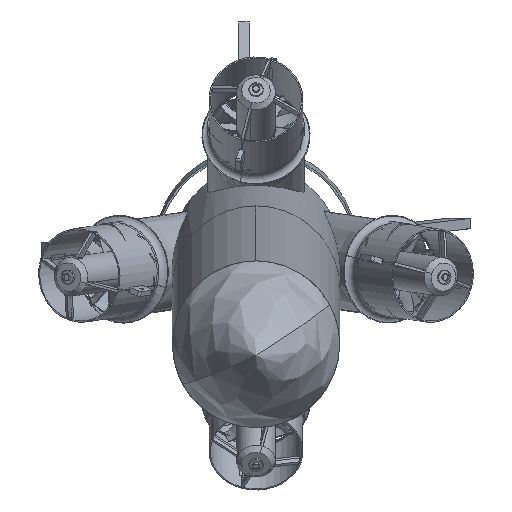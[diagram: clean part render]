
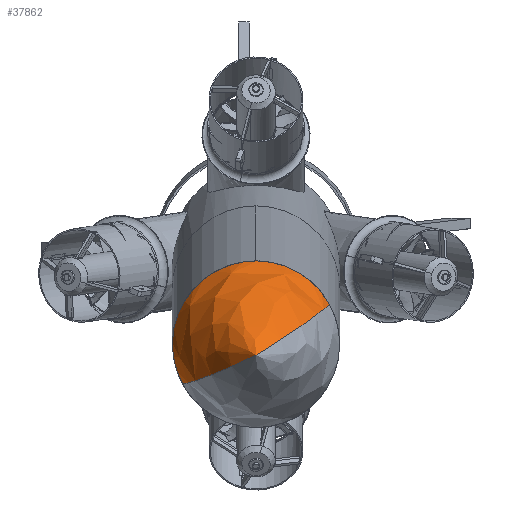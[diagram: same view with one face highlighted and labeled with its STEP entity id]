
A CAD part, top view. The second image highlights one B-rep face of the part: STEP entity #37862.
In plain terms, the highlighted face is a revolution surface.
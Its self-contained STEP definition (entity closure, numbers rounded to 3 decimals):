
#37829=CARTESIAN_POINT('Control Point',(-9.375,114.787,936.718)) ;
#37830=CARTESIAN_POINT('Control Point',(39.4,118.059,899.324)) ;
#37831=CARTESIAN_POINT('Control Point',(55.625,123.503,837.098)) ;
#37832=CARTESIAN_POINT('Axis1P Location',(-9.375,119.145,886.908)) ;
#37837=CARTESIAN_POINT('Control Point',(-9.375,114.787,936.718)) ;
#37838=CARTESIAN_POINT('Control Point',(-52.179,94.764,897.286)) ;
#37839=CARTESIAN_POINT('Control Point',(-66.418,92.459,834.382)) ;
#37840=CARTESIAN_POINT('Vertex',(-66.418,92.459,834.382)) ;
#37842=CARTESIAN_POINT('Vertex',(-9.375,114.787,936.718)) ;
#37846=CARTESIAN_POINT('Control Point',(-9.375,114.787,936.718)) ;
#37847=CARTESIAN_POINT('Control Point',(33.429,141.354,901.362)) ;
#37848=CARTESIAN_POINT('Control Point',(47.668,154.547,839.814)) ;
#37849=CARTESIAN_POINT('Vertex',(47.668,154.547,839.814)) ;
#37852=CARTESIAN_POINT('Axis2P3D Location',(-9.375,123.503,837.098)) ;
#37833=DIRECTION('Axis1P Direction',(0.,-0.087,0.996)) ;
#37853=DIRECTION('Axis2P3D Direction',(0.,-0.087,0.996)) ;
#37854=AXIS2_PLACEMENT_3D('Circle Axis2P3D',#37852,#37853,$) ;
#37855=CIRCLE('generated circle',#37854,65.) ;
#37835=SURFACE_OF_REVOLUTION('Surface of Revolution',#37828,#37834) ;
#37834=AXIS1_PLACEMENT('Revolution Surface Axis1P',#37832,#37833) ;
#37844=EDGE_CURVE('',#37841,#37843,#37836,.F.) ;
#37851=EDGE_CURVE('',#37850,#37843,#37845,.F.) ;
#37856=EDGE_CURVE('',#37850,#37841,#37855,.T.) ;
#37858=ORIENTED_EDGE('',*,*,#37844,.T.) ;
#37859=ORIENTED_EDGE('',*,*,#37851,.F.) ;
#37860=ORIENTED_EDGE('',*,*,#37856,.T.) ;
#37857=EDGE_LOOP('',(#37858,#37859,#37860)) ;
#37841=VERTEX_POINT('',#37840) ;
#37843=VERTEX_POINT('',#37842) ;
#37850=VERTEX_POINT('',#37849) ;
#37862=ADVANCED_FACE('PartBody',(#37861),#37835,.F.) ;
#37828=B_SPLINE_CURVE_WITH_KNOTS('',2,(#37829,#37830,#37831),.UNSPECIFIED.,.F.,.U.,(3,3),(0.,120.667),.UNSPECIFIED.) ;
#37836=B_SPLINE_CURVE_WITH_KNOTS('',2,(#37837,#37838,#37839),.UNSPECIFIED.,.F.,.U.,(3,3),(0.,120.667),.UNSPECIFIED.) ;
#37845=B_SPLINE_CURVE_WITH_KNOTS('',2,(#37846,#37847,#37848),.UNSPECIFIED.,.F.,.U.,(3,3),(0.,120.667),.UNSPECIFIED.) ;
#37861=FACE_OUTER_BOUND('',#37857,.T.) ;
